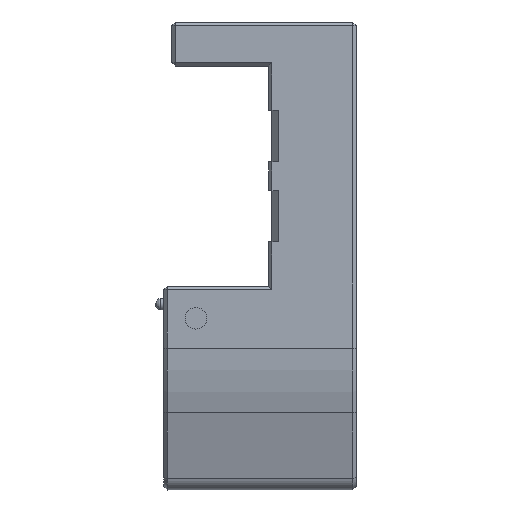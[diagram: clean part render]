
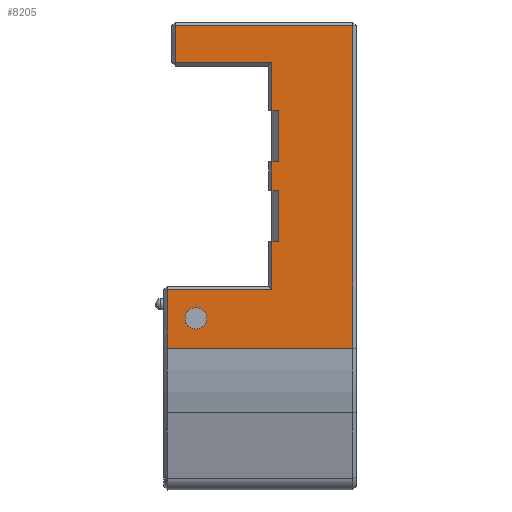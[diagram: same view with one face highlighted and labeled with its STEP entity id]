
A CAD part, left-side view. The second image highlights one B-rep face of the part: STEP entity #8205.
In plain terms, the highlighted planar face has unit normal (-1, 0, 0).
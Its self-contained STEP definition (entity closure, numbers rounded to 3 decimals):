
#147=FACE_BOUND('',#1068,.T.);
#271=CIRCLE('',#8780,1.35);
#589=FACE_OUTER_BOUND('',#1067,.T.);
#1067=EDGE_LOOP('',(#6259,#6260,#6261,#6262,#6263,#6264,#6265,#6266,#6267,
#6268,#6269,#6270,#6271,#6272,#6273,#6274));
#1068=EDGE_LOOP('',(#6275));
#1500=LINE('',#11930,#2458);
#1533=LINE('',#11998,#2491);
#1537=LINE('',#12007,#2495);
#1621=LINE('',#12177,#2579);
#1639=LINE('',#12221,#2597);
#1642=LINE('',#12226,#2600);
#1704=LINE('',#12394,#2662);
#1709=LINE('',#12403,#2667);
#1720=LINE('',#12422,#2678);
#1722=LINE('',#12426,#2680);
#1754=LINE('',#12501,#2712);
#1827=LINE('',#12872,#2785);
#1831=LINE('',#12885,#2789);
#1832=LINE('',#12886,#2790);
#1833=LINE('',#12888,#2791);
#1834=LINE('',#12889,#2792);
#2458=VECTOR('',#9544,10.);
#2491=VECTOR('',#9581,10.);
#2495=VECTOR('',#9589,10.);
#2579=VECTOR('',#9697,10.);
#2597=VECTOR('',#9747,10.);
#2600=VECTOR('',#9754,10.);
#2662=VECTOR('',#9850,10.);
#2667=VECTOR('',#9859,10.);
#2678=VECTOR('',#9880,10.);
#2680=VECTOR('',#9884,10.);
#2712=VECTOR('',#9978,10.);
#2785=VECTOR('',#10215,10.);
#2789=VECTOR('',#10231,10.);
#2790=VECTOR('',#10232,10.);
#2791=VECTOR('',#10233,10.);
#2792=VECTOR('',#10234,10.);
#3321=VERTEX_POINT('',#11627);
#3322=VERTEX_POINT('',#11631);
#3441=VERTEX_POINT('',#11927);
#3442=VERTEX_POINT('',#11929);
#3472=VERTEX_POINT('',#11991);
#3475=VERTEX_POINT('',#11996);
#3478=VERTEX_POINT('',#12006);
#3548=VERTEX_POINT('',#12158);
#3552=VERTEX_POINT('',#12175);
#3562=VERTEX_POINT('',#12220);
#3625=VERTEX_POINT('',#12391);
#3626=VERTEX_POINT('',#12393);
#3628=VERTEX_POINT('',#12399);
#3632=VERTEX_POINT('',#12424);
#3704=VERTEX_POINT('',#12880);
#3705=VERTEX_POINT('',#12884);
#3706=VERTEX_POINT('',#12887);
#4260=EDGE_CURVE('',#3442,#3441,#1500,.T.);
#4294=EDGE_CURVE('',#3475,#3472,#1533,.T.);
#4298=EDGE_CURVE('',#3478,#3472,#1537,.T.);
#4384=EDGE_CURVE('',#3552,#3548,#1621,.T.);
#4406=EDGE_CURVE('',#3548,#3562,#1639,.T.);
#4409=EDGE_CURVE('',#3562,#3441,#1642,.T.);
#4485=EDGE_CURVE('',#3625,#3626,#1704,.T.);
#4490=EDGE_CURVE('',#3626,#3628,#1709,.T.);
#4501=EDGE_CURVE('',#3321,#3322,#1720,.T.);
#4503=EDGE_CURVE('',#3322,#3632,#1722,.T.);
#4540=EDGE_CURVE('',#3628,#3321,#1754,.T.);
#4653=EDGE_CURVE('',#3632,#3552,#1827,.T.);
#4657=EDGE_CURVE('',#3704,#3704,#271,.T.);
#4659=EDGE_CURVE('',#3475,#3705,#1831,.T.);
#4660=EDGE_CURVE('',#3705,#3442,#1832,.T.);
#4661=EDGE_CURVE('',#3625,#3706,#1833,.T.);
#4662=EDGE_CURVE('',#3706,#3478,#1834,.T.);
#6259=ORIENTED_EDGE('',*,*,#4294,.F.);
#6260=ORIENTED_EDGE('',*,*,#4659,.T.);
#6261=ORIENTED_EDGE('',*,*,#4660,.T.);
#6262=ORIENTED_EDGE('',*,*,#4260,.T.);
#6263=ORIENTED_EDGE('',*,*,#4409,.F.);
#6264=ORIENTED_EDGE('',*,*,#4406,.F.);
#6265=ORIENTED_EDGE('',*,*,#4384,.F.);
#6266=ORIENTED_EDGE('',*,*,#4653,.F.);
#6267=ORIENTED_EDGE('',*,*,#4503,.F.);
#6268=ORIENTED_EDGE('',*,*,#4501,.F.);
#6269=ORIENTED_EDGE('',*,*,#4540,.F.);
#6270=ORIENTED_EDGE('',*,*,#4490,.F.);
#6271=ORIENTED_EDGE('',*,*,#4485,.F.);
#6272=ORIENTED_EDGE('',*,*,#4661,.T.);
#6273=ORIENTED_EDGE('',*,*,#4662,.T.);
#6274=ORIENTED_EDGE('',*,*,#4298,.T.);
#6275=ORIENTED_EDGE('',*,*,#4657,.T.);
#7795=PLANE('',#8781);
#8205=ADVANCED_FACE('',(#589,#147),#7795,.F.);
#8780=AXIS2_PLACEMENT_3D('',#12881,#10226,#10227);
#8781=AXIS2_PLACEMENT_3D('',#12883,#10229,#10230);
#9544=DIRECTION('',(0.,1.,0.));
#9581=DIRECTION('',(0.,0.,1.));
#9589=DIRECTION('',(0.,1.,0.));
#9697=DIRECTION('',(0.,0.,1.));
#9747=DIRECTION('',(0.,-1.,0.));
#9754=DIRECTION('',(0.,0.,1.));
#9850=DIRECTION('',(0.,0.,1.));
#9859=DIRECTION('',(0.,1.,0.));
#9880=DIRECTION('',(0.,-1.,0.));
#9884=DIRECTION('',(0.,0.,-1.));
#9978=DIRECTION('',(0.,0.,1.));
#10215=DIRECTION('',(0.,1.,0.));
#10226=DIRECTION('center_axis',(1.,0.,0.));
#10227=DIRECTION('ref_axis',(0.,-1.,0.));
#10229=DIRECTION('center_axis',(1.,0.,0.));
#10230=DIRECTION('ref_axis',(0.,1.,0.));
#10231=DIRECTION('',(0.,-1.,0.));
#10232=DIRECTION('',(0.,0.,-1.));
#10233=DIRECTION('',(0.,-1.,0.));
#10234=DIRECTION('',(0.,0.,-1.));
#11627=CARTESIAN_POINT('',(105.099,171.75,130.55));
#11631=CARTESIAN_POINT('',(105.099,149.55,130.55));
#11927=CARTESIAN_POINT('',(105.099,159.658,103.5));
#11929=CARTESIAN_POINT('',(105.099,158.858,103.5));
#11930=CARTESIAN_POINT('',(105.099,160.604,103.5));
#11991=CARTESIAN_POINT('',(105.099,159.658,113.5));
#11996=CARTESIAN_POINT('',(105.099,159.658,109.9));
#11998=CARTESIAN_POINT('',(105.099,159.658,117.101));
#12006=CARTESIAN_POINT('',(105.099,158.858,113.5));
#12007=CARTESIAN_POINT('',(105.099,160.604,113.5));
#12158=CARTESIAN_POINT('',(105.099,172.75,97.55));
#12175=CARTESIAN_POINT('',(105.099,172.75,90.218));
#12177=CARTESIAN_POINT('',(105.099,172.75,102.851));
#12220=CARTESIAN_POINT('',(105.099,159.658,97.55));
#12221=CARTESIAN_POINT('',(105.099,160.604,97.55));
#12226=CARTESIAN_POINT('',(105.099,159.658,117.101));
#12391=CARTESIAN_POINT('',(105.099,159.658,119.9));
#12393=CARTESIAN_POINT('',(105.099,159.658,125.85));
#12394=CARTESIAN_POINT('',(105.099,159.658,117.101));
#12399=CARTESIAN_POINT('',(105.099,171.75,125.85));
#12403=CARTESIAN_POINT('',(105.099,166.15,125.85));
#12422=CARTESIAN_POINT('',(105.099,155.4,130.55));
#12424=CARTESIAN_POINT('',(105.099,149.55,90.218));
#12426=CARTESIAN_POINT('',(105.099,149.55,94.019));
#12501=CARTESIAN_POINT('',(105.099,171.75,119.601));
#12872=CARTESIAN_POINT('',(105.099,155.15,90.218));
#12880=CARTESIAN_POINT('',(105.099,170.5,93.95));
#12881=CARTESIAN_POINT('Origin',(105.099,169.15,93.95));
#12883=CARTESIAN_POINT('Origin',(105.099,161.15,108.751));
#12884=CARTESIAN_POINT('',(105.099,158.858,109.9));
#12885=CARTESIAN_POINT('',(105.099,160.604,109.9));
#12886=CARTESIAN_POINT('',(105.099,158.858,107.726));
#12887=CARTESIAN_POINT('',(105.099,158.858,119.9));
#12888=CARTESIAN_POINT('',(105.099,160.604,119.9));
#12889=CARTESIAN_POINT('',(105.099,158.858,112.726));
